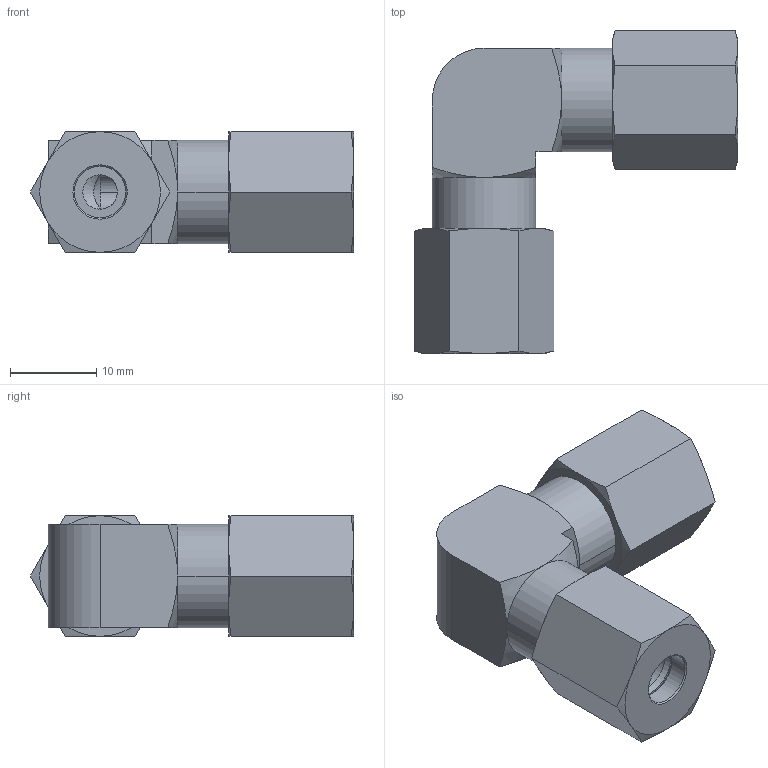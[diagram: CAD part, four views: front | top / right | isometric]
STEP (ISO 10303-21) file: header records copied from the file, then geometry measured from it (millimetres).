
FILE_DESCRIPTION((''),'2;1');
FILE_NAME('ILCM43000004','2009-07-23T',('mes'),(''),'PRO/ENGINEER BY PARAMETRIC TECHNOLOGY CORPORATION, 2007460','PRO/ENGINEER BY PARAMETRIC TECHNOLOGY CORPORATION, 2007460','');
FILE_SCHEMA(('AUTOMOTIVE_DESIGN_CC2 { 1 2 10303 214 -1 1 5 2 }'));
Length unit declared in the file: inch
Products named in the file (1): ILCM43000004
Bounding box: 37.48 x 37.48 x 14 mm (x, y, z)
Volume: 7131.7 mm3; surface area: 5000 mm2
Topology: 1 solids, 3 shells, 131 faces, 293 edges, 176 vertices
Faces by surface type: cone 66, cylinder 33, plane 32
Entity records: 5120 total; most frequent: CARTESIAN_POINT 1206, DIRECTION 613, ORIENTED_EDGE 586, EDGE_CURVE 293, AXIS2_PLACEMENT_3D 265, VERTEX_POINT 176, EDGE_LOOP 145, CIRCLE 134
